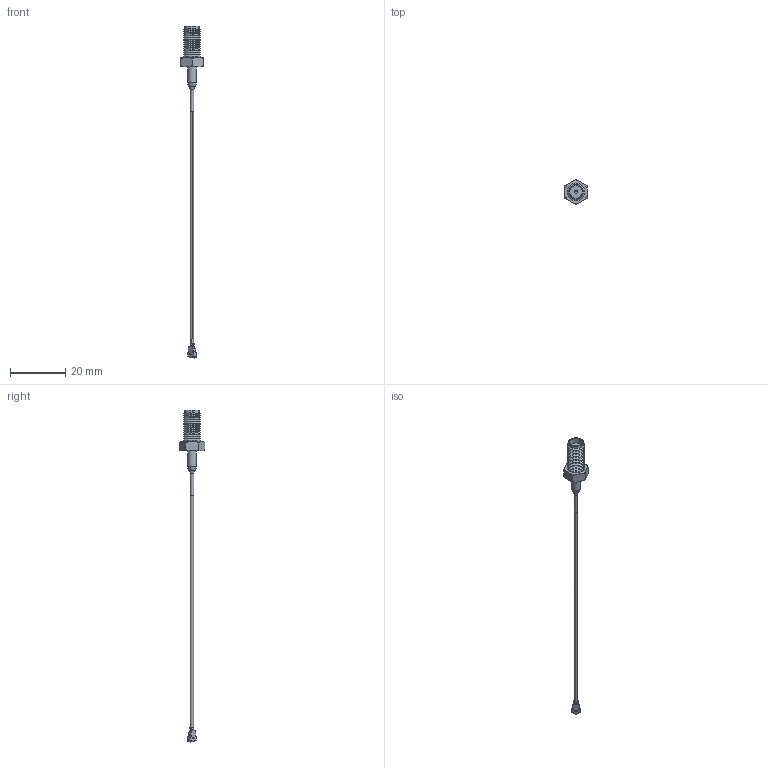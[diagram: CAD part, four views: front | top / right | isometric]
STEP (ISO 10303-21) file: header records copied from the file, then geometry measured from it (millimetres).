
FILE_DESCRIPTION (( 'STEP AP214' ), '1' );
FILE_NAME ('CAB.719_Web.STEP', '2022-03-15T09:48:28', ( '' ), ( '' ), 'SwSTEP 2.0', 'SolidWorks 2018', '' );
FILE_SCHEMA (( 'AUTOMOTIVE_DESIGN' ));
Length unit declared in the file: millimetre
Products named in the file (1): CAB.719_Web
Bounding box: 8 x 9.24 x 120.02 mm (x, y, z)
Surface area: 1089.1 mm2 (no closed solid volume)
Topology: 0 solids, 5 shells, 222 faces, 691 edges, 456 vertices
Faces by surface type: plane 84, cone 76, cylinder 35, bspline 21, torus 6
Entity records: 10982 total; most frequent: CARTESIAN_POINT 2613, ORIENTED_EDGE 1232, DIRECTION 1167, EDGE_CURVE 691, VERTEX_POINT 456, AXIS2_PLACEMENT_3D 399, LINE 369, VECTOR 369
